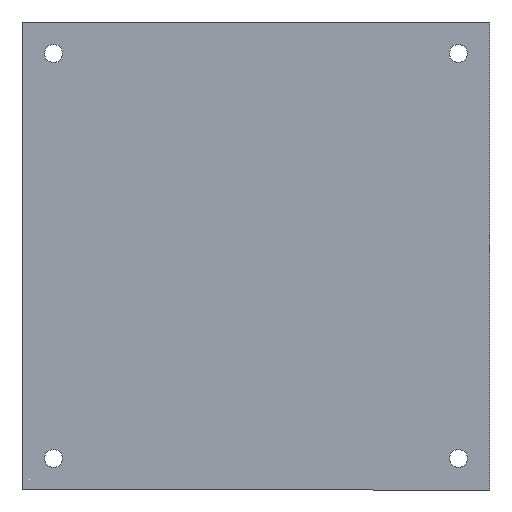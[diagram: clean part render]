
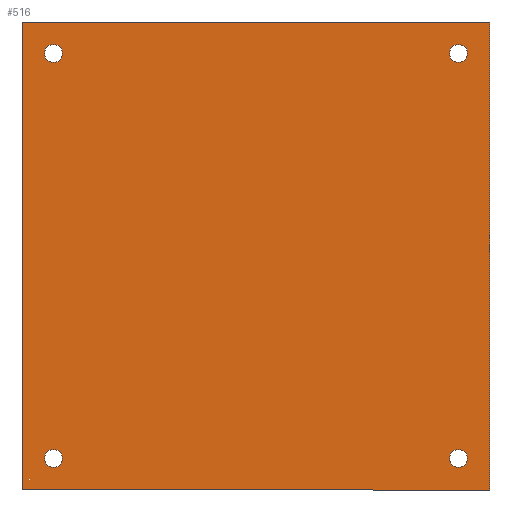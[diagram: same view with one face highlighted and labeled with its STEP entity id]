
A CAD part, front view. The second image highlights one B-rep face of the part: STEP entity #516.
In plain terms, the highlighted planar face has unit normal (0, -1, 0).
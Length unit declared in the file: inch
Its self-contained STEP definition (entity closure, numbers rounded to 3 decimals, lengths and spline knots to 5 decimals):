
#6 = DIRECTION ( 'NONE',  ( 0., 0., -1. ) ) ;
#7 = LINE ( 'NONE', #57, #60 ) ;
#8 = EDGE_CURVE ( 'NONE', #494, #421, #192, .T. ) ;
#11 = CARTESIAN_POINT ( 'NONE',  ( 6.5, 0., -6.5 ) ) ;
#13 = CARTESIAN_POINT ( 'NONE',  ( -5.625, 0., -5.625 ) ) ;
#23 = AXIS2_PLACEMENT_3D ( 'NONE', #499, #89, #259 ) ;
#26 = ORIENTED_EDGE ( 'NONE', *, *, #299, .F. ) ;
#32 = EDGE_CURVE ( 'NONE', #415, #493, #467, .T. ) ;
#37 = AXIS2_PLACEMENT_3D ( 'NONE', #339, #387, #219 ) ;
#43 = ORIENTED_EDGE ( 'NONE', *, *, #484, .T. ) ;
#44 = FACE_BOUND ( 'NONE', #509, .T. ) ;
#48 = EDGE_LOOP ( 'NONE', ( #135, #43 ) ) ;
#54 = DIRECTION ( 'NONE',  ( 0., 1., 0. ) ) ;
#57 = CARTESIAN_POINT ( 'NONE',  ( 6.5, 0., -6.5 ) ) ;
#60 = VECTOR ( 'NONE', #466, 39.37008 ) ;
#62 = DIRECTION ( 'NONE',  ( 0., 0., -1. ) ) ;
#70 = LINE ( 'NONE', #171, #382 ) ;
#80 = AXIS2_PLACEMENT_3D ( 'NONE', #250, #340, #6 ) ;
#87 = CIRCLE ( 'NONE', #490, 0.25 ) ;
#89 = DIRECTION ( 'NONE',  ( 0., 1., 0. ) ) ;
#93 = FACE_OUTER_BOUND ( 'NONE', #104, .T. ) ;
#101 = VERTEX_POINT ( 'NONE', #279 ) ;
#104 = EDGE_LOOP ( 'NONE', ( #369, #206, #446, #26 ) ) ;
#105 = CARTESIAN_POINT ( 'NONE',  ( -5.625, 0., 5.875 ) ) ;
#113 = VERTEX_POINT ( 'NONE', #167 ) ;
#115 = VERTEX_POINT ( 'NONE', #370 ) ;
#127 = DIRECTION ( 'NONE',  ( 0., 0., -1. ) ) ;
#130 = CARTESIAN_POINT ( 'NONE',  ( -5.625, 0., 5.375 ) ) ;
#135 = ORIENTED_EDGE ( 'NONE', *, *, #342, .T. ) ;
#139 = FACE_BOUND ( 'NONE', #198, .T. ) ;
#166 = ORIENTED_EDGE ( 'NONE', *, *, #290, .T. ) ;
#167 = CARTESIAN_POINT ( 'NONE',  ( -5.625, 0., -5.875 ) ) ;
#171 = CARTESIAN_POINT ( 'NONE',  ( 6.5, 0., 6.5 ) ) ;
#174 = ORIENTED_EDGE ( 'NONE', *, *, #352, .T. ) ;
#178 = ORIENTED_EDGE ( 'NONE', *, *, #438, .T. ) ;
#184 = CARTESIAN_POINT ( 'NONE',  ( -6.5, 0., -6.5 ) ) ;
#188 = CARTESIAN_POINT ( 'NONE',  ( 5.625, 0., -5.375 ) ) ;
#190 = AXIS2_PLACEMENT_3D ( 'NONE', #380, #416, #127 ) ;
#192 = CIRCLE ( 'NONE', #427, 0.25 ) ;
#198 = EDGE_LOOP ( 'NONE', ( #502, #178 ) ) ;
#206 = ORIENTED_EDGE ( 'NONE', *, *, #361, .F. ) ;
#219 = DIRECTION ( 'NONE',  ( 0., 0., -1. ) ) ;
#230 = AXIS2_PLACEMENT_3D ( 'NONE', #256, #253, #461 ) ;
#235 = VECTOR ( 'NONE', #287, 39.37008 ) ;
#239 = CIRCLE ( 'NONE', #283, 0.25 ) ;
#250 = CARTESIAN_POINT ( 'NONE',  ( -5.625, 0., -5.625 ) ) ;
#253 = DIRECTION ( 'NONE',  ( 0., 1., 0. ) ) ;
#256 = CARTESIAN_POINT ( 'NONE',  ( 5.625, 0., 5.625 ) ) ;
#259 = DIRECTION ( 'NONE',  ( 0., 0., -1. ) ) ;
#262 = CARTESIAN_POINT ( 'NONE',  ( 5.625, 0., 5.875 ) ) ;
#271 = CARTESIAN_POINT ( 'NONE',  ( 5.625, 0., -5.875 ) ) ;
#277 = EDGE_LOOP ( 'NONE', ( #166, #174 ) ) ;
#279 = CARTESIAN_POINT ( 'NONE',  ( -5.625, 0., -5.375 ) ) ;
#283 = AXIS2_PLACEMENT_3D ( 'NONE', #513, #346, #469 ) ;
#287 = DIRECTION ( 'NONE',  ( 0., 0., 1. ) ) ;
#290 = EDGE_CURVE ( 'NONE', #115, #459, #407, .T. ) ;
#299 = EDGE_CURVE ( 'NONE', #319, #415, #505, .T. ) ;
#300 = DIRECTION ( 'NONE',  ( 1., 0., 0. ) ) ;
#303 = CARTESIAN_POINT ( 'NONE',  ( -6.5, 0., -6.5 ) ) ;
#311 = DIRECTION ( 'NONE',  ( 0., 0., -1. ) ) ;
#317 = EDGE_CURVE ( 'NONE', #421, #494, #364, .T. ) ;
#319 = VERTEX_POINT ( 'NONE', #11 ) ;
#321 = DIRECTION ( 'NONE',  ( 0., 0., -1. ) ) ;
#334 = VERTEX_POINT ( 'NONE', #130 ) ;
#339 = CARTESIAN_POINT ( 'NONE',  ( 5.625, 0., 5.625 ) ) ;
#340 = DIRECTION ( 'NONE',  ( 0., 1., 0. ) ) ;
#342 = EDGE_CURVE ( 'NONE', #113, #101, #488, .T. ) ;
#344 = CARTESIAN_POINT ( 'NONE',  ( -6.5, 0., 6.5 ) ) ;
#346 = DIRECTION ( 'NONE',  ( 0., 1., 0. ) ) ;
#347 = AXIS2_PLACEMENT_3D ( 'NONE', #511, #393, #62 ) ;
#352 = EDGE_CURVE ( 'NONE', #459, #115, #504, .T. ) ;
#354 = PLANE ( 'NONE',  #347 ) ;
#361 = EDGE_CURVE ( 'NONE', #493, #388, #70, .T. ) ;
#364 = CIRCLE ( 'NONE', #23, 0.25 ) ;
#365 = CARTESIAN_POINT ( 'NONE',  ( 5.625, 0., -5.625 ) ) ;
#366 = DIRECTION ( 'NONE',  ( 0., 1., 0. ) ) ;
#369 = ORIENTED_EDGE ( 'NONE', *, *, #496, .F. ) ;
#370 = CARTESIAN_POINT ( 'NONE',  ( 5.625, 0., 5.375 ) ) ;
#380 = CARTESIAN_POINT ( 'NONE',  ( -5.625, 0., 5.625 ) ) ;
#381 = EDGE_CURVE ( 'NONE', #334, #405, #401, .T. ) ;
#382 = VECTOR ( 'NONE', #300, 39.37008 ) ;
#387 = DIRECTION ( 'NONE',  ( 0., 1., 0. ) ) ;
#388 = VERTEX_POINT ( 'NONE', #457 ) ;
#393 = DIRECTION ( 'NONE',  ( 0., -1., 0. ) ) ;
#401 = CIRCLE ( 'NONE', #190, 0.25 ) ;
#405 = VERTEX_POINT ( 'NONE', #105 ) ;
#407 = CIRCLE ( 'NONE', #230, 0.25 ) ;
#415 = VERTEX_POINT ( 'NONE', #184 ) ;
#416 = DIRECTION ( 'NONE',  ( 0., 1., 0. ) ) ;
#421 = VERTEX_POINT ( 'NONE', #271 ) ;
#427 = AXIS2_PLACEMENT_3D ( 'NONE', #365, #366, #321 ) ;
#438 = EDGE_CURVE ( 'NONE', #405, #334, #239, .T. ) ;
#442 = ORIENTED_EDGE ( 'NONE', *, *, #8, .T. ) ;
#446 = ORIENTED_EDGE ( 'NONE', *, *, #32, .F. ) ;
#457 = CARTESIAN_POINT ( 'NONE',  ( 6.5, 0., 6.5 ) ) ;
#459 = VERTEX_POINT ( 'NONE', #262 ) ;
#461 = DIRECTION ( 'NONE',  ( 0., 0., -1. ) ) ;
#463 = VECTOR ( 'NONE', #501, 39.37008 ) ;
#466 = DIRECTION ( 'NONE',  ( 0., 0., -1. ) ) ;
#467 = LINE ( 'NONE', #529, #235 ) ;
#469 = DIRECTION ( 'NONE',  ( 0., 0., -1. ) ) ;
#482 = FACE_BOUND ( 'NONE', #48, .T. ) ;
#484 = EDGE_CURVE ( 'NONE', #101, #113, #87, .T. ) ;
#488 = CIRCLE ( 'NONE', #80, 0.25 ) ;
#490 = AXIS2_PLACEMENT_3D ( 'NONE', #13, #54, #311 ) ;
#493 = VERTEX_POINT ( 'NONE', #344 ) ;
#494 = VERTEX_POINT ( 'NONE', #188 ) ;
#496 = EDGE_CURVE ( 'NONE', #388, #319, #7, .T. ) ;
#499 = CARTESIAN_POINT ( 'NONE',  ( 5.625, 0., -5.625 ) ) ;
#501 = DIRECTION ( 'NONE',  ( -1., 0., 0. ) ) ;
#502 = ORIENTED_EDGE ( 'NONE', *, *, #381, .T. ) ;
#504 = CIRCLE ( 'NONE', #37, 0.25 ) ;
#505 = LINE ( 'NONE', #303, #463 ) ;
#509 = EDGE_LOOP ( 'NONE', ( #527, #442 ) ) ;
#511 = CARTESIAN_POINT ( 'NONE',  ( -6.5, 0., -6.5 ) ) ;
#513 = CARTESIAN_POINT ( 'NONE',  ( -5.625, 0., 5.625 ) ) ;
#516 = ADVANCED_FACE ( 'NONE', ( #93, #519, #44, #482, #139 ), #354, .T. ) ;
#519 = FACE_BOUND ( 'NONE', #277, .T. ) ;
#527 = ORIENTED_EDGE ( 'NONE', *, *, #317, .T. ) ;
#529 = CARTESIAN_POINT ( 'NONE',  ( -6.5, 0., 6.5 ) ) ;
